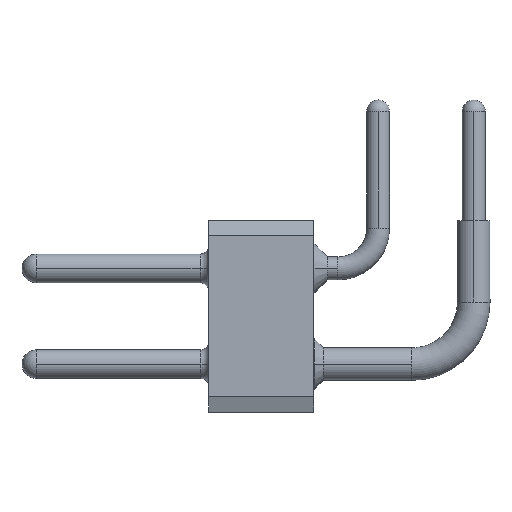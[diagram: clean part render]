
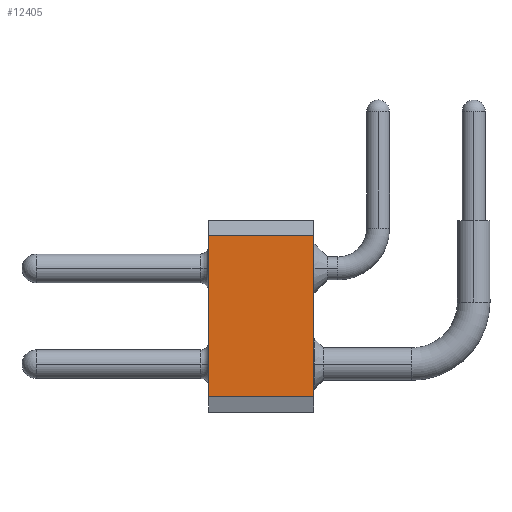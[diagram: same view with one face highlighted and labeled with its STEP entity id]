
A CAD part, left-side view. The second image highlights one B-rep face of the part: STEP entity #12405.
In plain terms, the highlighted planar face has unit normal (-1, 0, 0).
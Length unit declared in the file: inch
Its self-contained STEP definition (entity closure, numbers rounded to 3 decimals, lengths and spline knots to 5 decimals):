
#191 = CARTESIAN_POINT ( 'NONE',  ( -0.01203, -0.11, -0.18425 ) ) ;
#685 = VECTOR ( 'NONE', #3052, 39.37008 ) ;
#1112 = DIRECTION ( 'NONE',  ( -1., 0., 0. ) ) ;
#1404 = ORIENTED_EDGE ( 'NONE', *, *, #13252, .F. ) ;
#1623 = CARTESIAN_POINT ( 'NONE',  ( -0.01203, 0., -0.01575 ) ) ;
#2183 = VECTOR ( 'NONE', #7844, 39.37008 ) ;
#2196 = AXIS2_PLACEMENT_3D ( 'NONE', #3233, #1112, #10261 ) ;
#2308 = CARTESIAN_POINT ( 'NONE',  ( -0.01203, -0.11, -0.01575 ) ) ;
#3052 = DIRECTION ( 'NONE',  ( 0., 1., 0. ) ) ;
#3121 = LINE ( 'NONE', #191, #5492 ) ;
#3233 = CARTESIAN_POINT ( 'NONE',  ( -0.01203, -0.11, -0.18425 ) ) ;
#3261 = CARTESIAN_POINT ( 'NONE',  ( -0.01203, 0., -0.18425 ) ) ;
#4248 = DIRECTION ( 'NONE',  ( 0., 0., 1. ) ) ;
#4327 = EDGE_CURVE ( 'NONE', #13130, #7531, #3121, .T. ) ;
#4979 = EDGE_CURVE ( 'NONE', #7094, #12011, #5529, .T. ) ;
#5492 = VECTOR ( 'NONE', #4248, 39.37008 ) ;
#5529 = LINE ( 'NONE', #3261, #8119 ) ;
#6177 = EDGE_LOOP ( 'NONE', ( #11397, #1404, #9404, #6506 ) ) ;
#6506 = ORIENTED_EDGE ( 'NONE', *, *, #12187, .T. ) ;
#7023 = CARTESIAN_POINT ( 'NONE',  ( -0.01203, -0.11, -0.18425 ) ) ;
#7038 = CARTESIAN_POINT ( 'NONE',  ( -0.01203, 0., -0.18425 ) ) ;
#7094 = VERTEX_POINT ( 'NONE', #7038 ) ;
#7531 = VERTEX_POINT ( 'NONE', #2308 ) ;
#7776 = CARTESIAN_POINT ( 'NONE',  ( -0.01203, -0.11, -0.18425 ) ) ;
#7844 = DIRECTION ( 'NONE',  ( 0., 1., 0. ) ) ;
#8119 = VECTOR ( 'NONE', #9466, 39.37008 ) ;
#9253 = CARTESIAN_POINT ( 'NONE',  ( -0.01203, -0.11, -0.01575 ) ) ;
#9404 = ORIENTED_EDGE ( 'NONE', *, *, #4327, .T. ) ;
#9466 = DIRECTION ( 'NONE',  ( 0., 0., 1. ) ) ;
#10261 = DIRECTION ( 'NONE',  ( 0., 0., 1. ) ) ;
#11209 = LINE ( 'NONE', #7023, #2183 ) ;
#11397 = ORIENTED_EDGE ( 'NONE', *, *, #4979, .F. ) ;
#11505 = LINE ( 'NONE', #9253, #685 ) ;
#12011 = VERTEX_POINT ( 'NONE', #1623 ) ;
#12020 = PLANE ( 'NONE',  #2196 ) ;
#12187 = EDGE_CURVE ( 'NONE', #7531, #12011, #11505, .T. ) ;
#12405 = ADVANCED_FACE ( 'NONE', ( #13045 ), #12020, .T. ) ;
#13045 = FACE_OUTER_BOUND ( 'NONE', #6177, .T. ) ;
#13130 = VERTEX_POINT ( 'NONE', #7776 ) ;
#13252 = EDGE_CURVE ( 'NONE', #13130, #7094, #11209, .T. ) ;
